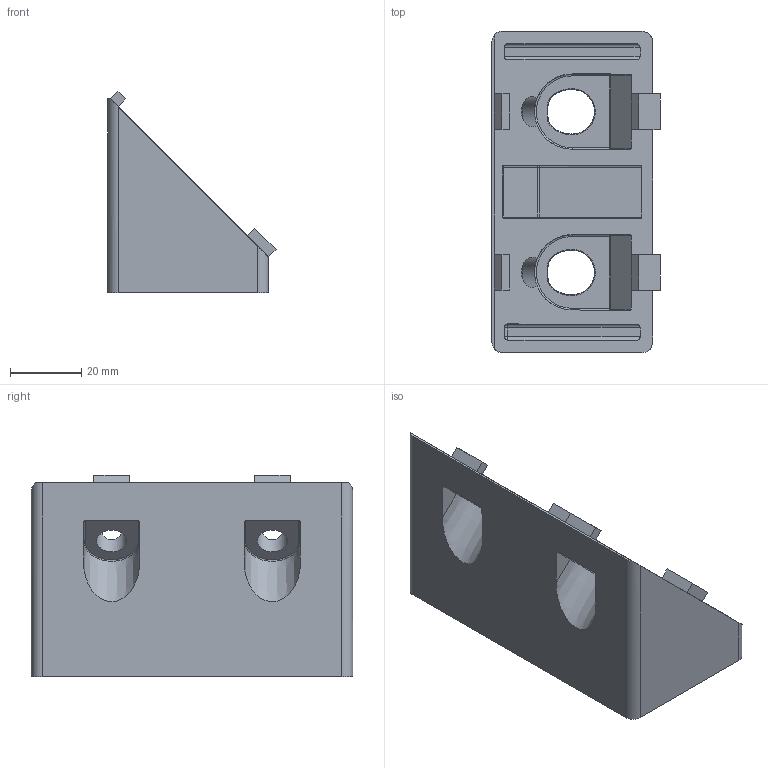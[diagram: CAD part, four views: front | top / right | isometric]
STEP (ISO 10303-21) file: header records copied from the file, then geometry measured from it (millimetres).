
FILE_DESCRIPTION(/* description */ (''),/* implementation_level */ '2;1');
FILE_NAME(/* name */ '309045.stp',/* time_stamp */ '2022-10-07T08:21:55+02:00',/* author */ ('aluteckkpl_am'),/* organization */ (''),/* preprocessor_version */ 'ST-DEVELOPER v18.1',/* originating_system */ 'Autodesk Inventor 2021',/* authorisation */ '');
FILE_SCHEMA (('CONFIG_CONTROL_DESIGN'));
Length unit declared in the file: millimetre
Products named in the file (1): -
Bounding box: 47.12 x 90 x 56.41 mm (x, y, z)
Volume: 80587.8 mm3; surface area: 28523.1 mm2
Topology: 1 solids, 1 shells, 184 faces, 440 edges, 264 vertices
Faces by surface type: plane 75, cylinder 71, bspline 20, torus 8, sphere 6, cone 4
Full cylindrical faces by diameter (mm): 8.5 x2
Entity records: 6031 total; most frequent: CARTESIAN_POINT 1668, DIRECTION 930, ORIENTED_EDGE 880, EDGE_CURVE 440, AXIS2_PLACEMENT_3D 339, VERTEX_POINT 264, LINE 252, VECTOR 252
